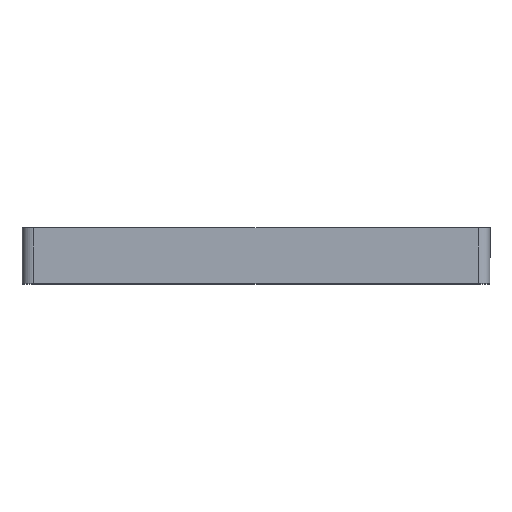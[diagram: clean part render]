
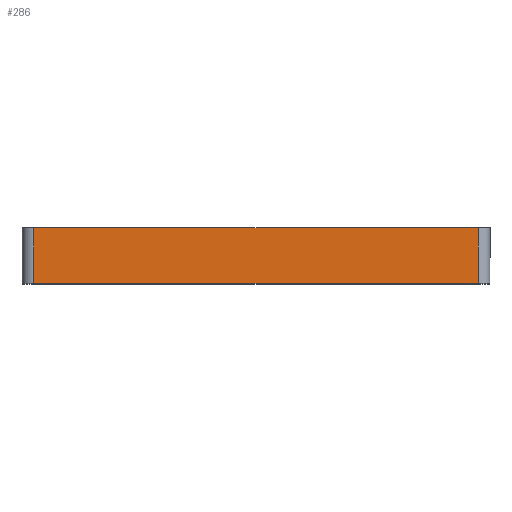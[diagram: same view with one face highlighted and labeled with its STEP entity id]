
A CAD part, top view. The second image highlights one B-rep face of the part: STEP entity #286.
In plain terms, the highlighted planar face has unit normal (0, 0, 1).
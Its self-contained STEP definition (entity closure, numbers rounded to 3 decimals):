
#30 = FACE_OUTER_BOUND ( 'NONE', #822, .T. ) ;
#94 = LINE ( 'NONE', #1999, #1622 ) ;
#97 = VERTEX_POINT ( 'NONE', #220 ) ;
#131 = LINE ( 'NONE', #1428, #699 ) ;
#184 = CARTESIAN_POINT ( 'NONE',  ( -40., 9.5, 40. ) ) ;
#200 = VERTEX_POINT ( 'NONE', #735 ) ;
#220 = CARTESIAN_POINT ( 'NONE',  ( -38., 9.5, 40. ) ) ;
#270 = VERTEX_POINT ( 'NONE', #1274 ) ;
#286 = ADVANCED_FACE ( 'NONE', ( #30 ), #1600, .F. ) ;
#343 = CARTESIAN_POINT ( 'NONE',  ( 38., 9.5, 40. ) ) ;
#457 = CARTESIAN_POINT ( 'NONE',  ( -40., 0., 40. ) ) ;
#475 = ORIENTED_EDGE ( 'NONE', *, *, #738, .T. ) ;
#498 = DIRECTION ( 'NONE',  ( -1., 0., 0. ) ) ;
#600 = ORIENTED_EDGE ( 'NONE', *, *, #1479, .T. ) ;
#648 = VERTEX_POINT ( 'NONE', #1910 ) ;
#699 = VECTOR ( 'NONE', #949, 1000. ) ;
#726 = VECTOR ( 'NONE', #1160, 1000. ) ;
#735 = CARTESIAN_POINT ( 'NONE',  ( -38., 0., 40. ) ) ;
#738 = EDGE_CURVE ( 'NONE', #648, #270, #837, .T. ) ;
#775 = LINE ( 'NONE', #457, #1963 ) ;
#822 = EDGE_LOOP ( 'NONE', ( #600, #475, #853, #1535 ) ) ;
#837 = LINE ( 'NONE', #343, #726 ) ;
#853 = ORIENTED_EDGE ( 'NONE', *, *, #2060, .F. ) ;
#949 = DIRECTION ( 'NONE',  ( 1., 0., 0. ) ) ;
#1087 = DIRECTION ( 'NONE',  ( 1., 0., 0. ) ) ;
#1160 = DIRECTION ( 'NONE',  ( 0., 1., 0. ) ) ;
#1202 = EDGE_CURVE ( 'NONE', #97, #200, #94, .T. ) ;
#1274 = CARTESIAN_POINT ( 'NONE',  ( 38., 9.5, 40. ) ) ;
#1290 = DIRECTION ( 'NONE',  ( 0., 0., -1. ) ) ;
#1428 = CARTESIAN_POINT ( 'NONE',  ( -40., 9.5, 40. ) ) ;
#1463 = AXIS2_PLACEMENT_3D ( 'NONE', #184, #1290, #498 ) ;
#1479 = EDGE_CURVE ( 'NONE', #200, #648, #775, .T. ) ;
#1535 = ORIENTED_EDGE ( 'NONE', *, *, #1202, .T. ) ;
#1600 = PLANE ( 'NONE',  #1463 ) ;
#1622 = VECTOR ( 'NONE', #1850, 1000. ) ;
#1850 = DIRECTION ( 'NONE',  ( 0., -1., 0. ) ) ;
#1910 = CARTESIAN_POINT ( 'NONE',  ( 38., 0., 40. ) ) ;
#1963 = VECTOR ( 'NONE', #1087, 1000. ) ;
#1999 = CARTESIAN_POINT ( 'NONE',  ( -38., 9.5, 40. ) ) ;
#2060 = EDGE_CURVE ( 'NONE', #97, #270, #131, .T. ) ;
